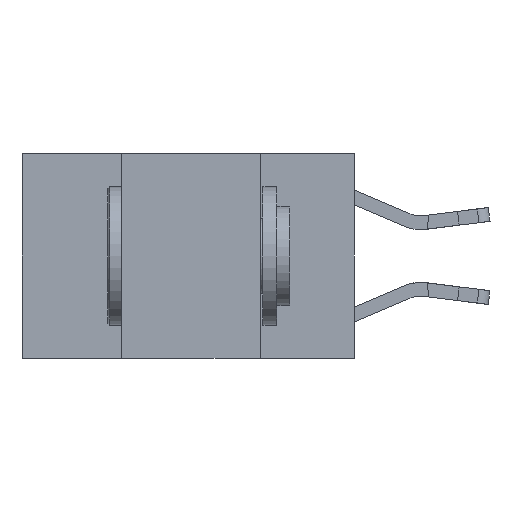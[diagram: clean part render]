
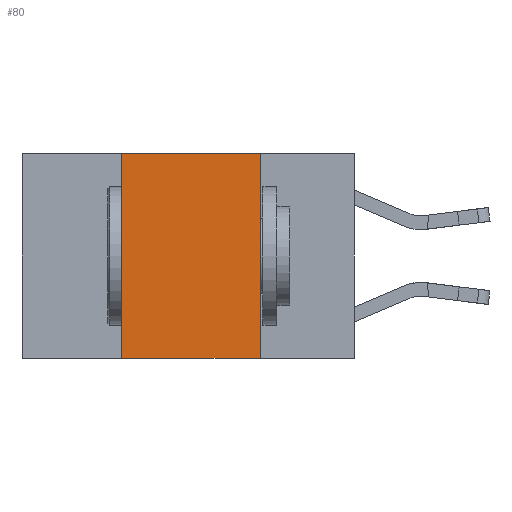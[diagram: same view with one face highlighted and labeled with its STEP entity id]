
A CAD part, left-side view. The second image highlights one B-rep face of the part: STEP entity #80.
In plain terms, the highlighted planar face has unit normal (-1, 0, 0).
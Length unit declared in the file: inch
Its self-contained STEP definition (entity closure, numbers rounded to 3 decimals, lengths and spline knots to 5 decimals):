
#80 = ADVANCED_FACE ( 'NONE', ( #3014 ), #8523, .F. ) ;
#635 = LINE ( 'NONE', #11226, #17826 ) ;
#1313 = DIRECTION ( 'NONE',  ( 0., 0., -1. ) ) ;
#1659 = CARTESIAN_POINT ( 'NONE',  ( 0., 0.42, 0. ) ) ;
#3014 = FACE_OUTER_BOUND ( 'NONE', #12657, .T. ) ;
#3162 = VERTEX_POINT ( 'NONE', #1659 ) ;
#4292 = EDGE_CURVE ( 'NONE', #6010, #15253, #635, .T. ) ;
#4780 = EDGE_CURVE ( 'NONE', #13435, #3162, #22401, .T. ) ;
#4866 = ORIENTED_EDGE ( 'NONE', *, *, #21992, .T. ) ;
#5037 = DIRECTION ( 'NONE',  ( 1., 0., 0. ) ) ;
#6010 = VERTEX_POINT ( 'NONE', #20200 ) ;
#6254 = CARTESIAN_POINT ( 'NONE',  ( 0., 0.42, -0.37 ) ) ;
#7622 = DIRECTION ( 'NONE',  ( 0., -1., 0. ) ) ;
#8523 = PLANE ( 'NONE',  #12651 ) ;
#10022 = ORIENTED_EDGE ( 'NONE', *, *, #4292, .F. ) ;
#11226 = CARTESIAN_POINT ( 'NONE',  ( 0., 0.17, 0. ) ) ;
#12492 = ORIENTED_EDGE ( 'NONE', *, *, #16179, .F. ) ;
#12651 = AXIS2_PLACEMENT_3D ( 'NONE', #13961, #5037, #1313 ) ;
#12657 = EDGE_LOOP ( 'NONE', ( #10022, #12492, #17309, #4866 ) ) ;
#13023 = CARTESIAN_POINT ( 'NONE',  ( 0., 0.17, -0.37 ) ) ;
#13413 = VECTOR ( 'NONE', #7622, 39.37008 ) ;
#13435 = VERTEX_POINT ( 'NONE', #6254 ) ;
#13961 = CARTESIAN_POINT ( 'NONE',  ( 0., 0.6, 0. ) ) ;
#14857 = DIRECTION ( 'NONE',  ( 0., 0., -1. ) ) ;
#15253 = VERTEX_POINT ( 'NONE', #13023 ) ;
#16179 = EDGE_CURVE ( 'NONE', #3162, #6010, #20506, .T. ) ;
#16317 = VECTOR ( 'NONE', #20244, 39.37008 ) ;
#16780 = CARTESIAN_POINT ( 'NONE',  ( 0., 0.6, 0. ) ) ;
#16860 = CARTESIAN_POINT ( 'NONE',  ( 0., 0.42, 0. ) ) ;
#17150 = LINE ( 'NONE', #23055, #19347 ) ;
#17309 = ORIENTED_EDGE ( 'NONE', *, *, #4780, .F. ) ;
#17826 = VECTOR ( 'NONE', #14857, 39.37008 ) ;
#19347 = VECTOR ( 'NONE', #20763, 39.37008 ) ;
#20200 = CARTESIAN_POINT ( 'NONE',  ( 0., 0.17, 0. ) ) ;
#20244 = DIRECTION ( 'NONE',  ( 0., 0., 1. ) ) ;
#20506 = LINE ( 'NONE', #16780, #13413 ) ;
#20763 = DIRECTION ( 'NONE',  ( 0., -1., 0. ) ) ;
#21992 = EDGE_CURVE ( 'NONE', #13435, #15253, #17150, .T. ) ;
#22401 = LINE ( 'NONE', #16860, #16317 ) ;
#23055 = CARTESIAN_POINT ( 'NONE',  ( 0., 0.6, -0.37 ) ) ;
